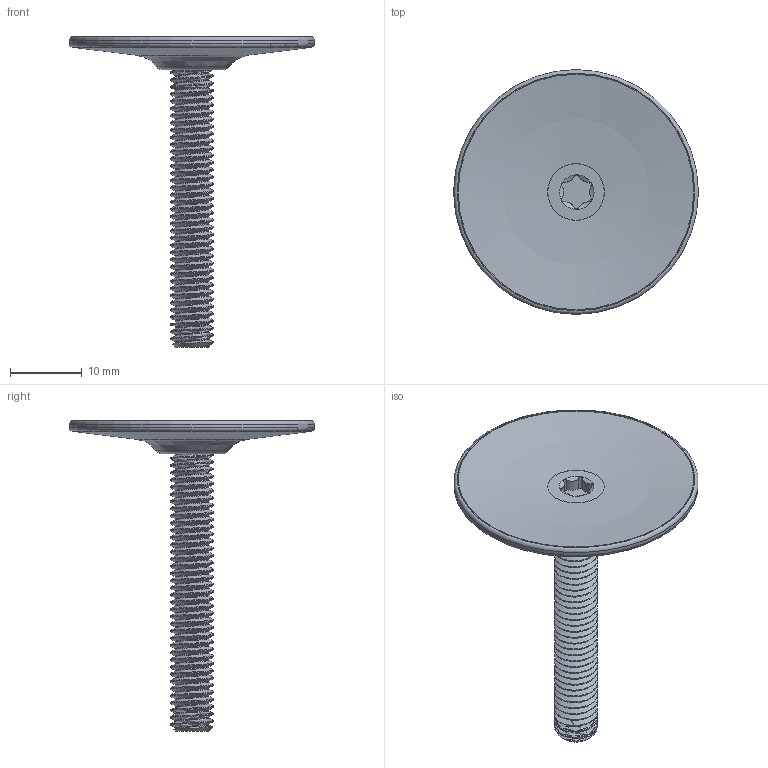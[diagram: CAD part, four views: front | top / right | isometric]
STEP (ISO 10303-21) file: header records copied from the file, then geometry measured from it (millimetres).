
FILE_DESCRIPTION(/* description */ (''),/* implementation_level */ '2;1');
FILE_NAME(/* name */ 'Stem_Cap_001.stp',/* time_stamp */ '2015-04-06T12:47:09-04:00',/* author */ (''),/* organization */ (''),/* preprocessor_version */ 'ST-DEVELOPER v16.1',/* originating_system */ 'Autodesk Translation Framework v4.0.0.5211',/* authorisation */ '');
FILE_SCHEMA (('AUTOMOTIVE_DESIGN { 1 0 10303 214 3 1 1 }'));
Length unit declared in the file: centimetre
Products named in the file (3): 92832A540; 93675A225; Lighweight Concave Stem Cap v1
Assembly tree (2 placements, depth 2):
  Lighweight Concave Stem Cap v1
    92832A540
    93675A225
Bounding box: 34 x 34 x 43.18 mm (x, y, z)
Volume: 2296.4 mm3; surface area: 3012.7 mm2
Topology: 1 solids, 1 shells, 47 faces, 118 edges, 76 vertices
Faces by surface type: cylinder 16, cone 15, torus 5, plane 5, bspline 4, sphere 2
Full cylindrical faces by diameter (mm): 34 x1
Entity records: 10698 total; most frequent: CARTESIAN_POINT 9657, ORIENTED_EDGE 208, DIRECTION 188, EDGE_CURVE 104, AXIS2_PLACEMENT_3D 87, VERTEX_POINT 72, EDGE_LOOP 58, B_SPLINE_CURVE_WITH_KNOTS 50
